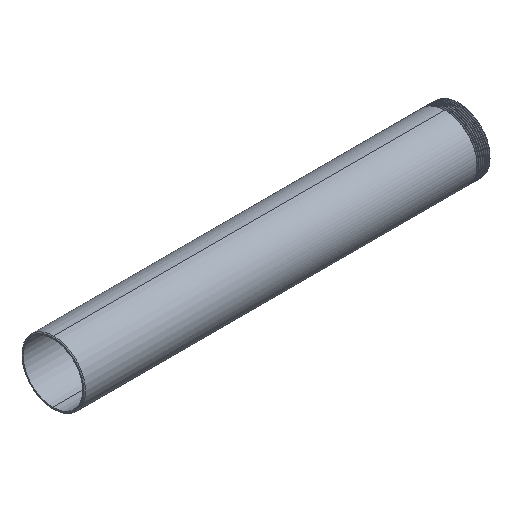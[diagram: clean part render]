
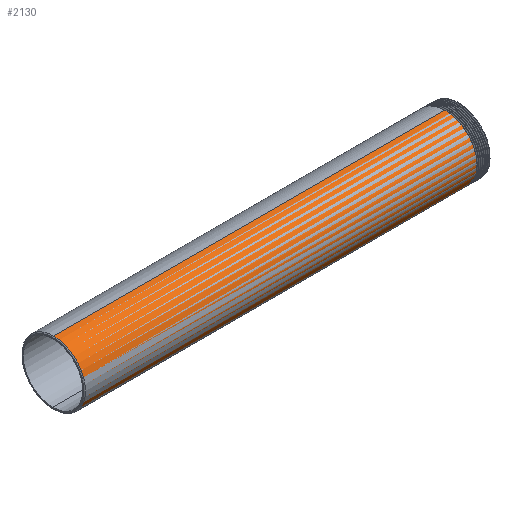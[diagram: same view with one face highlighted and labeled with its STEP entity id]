
A CAD part, isometric view. The second image highlights one B-rep face of the part: STEP entity #2130.
In plain terms, the highlighted cylindrical face has radius 15.875 mm (diameter 31.75 mm), a partial arc.
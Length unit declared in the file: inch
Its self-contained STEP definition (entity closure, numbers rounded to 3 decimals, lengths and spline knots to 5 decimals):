
#542=CARTESIAN_POINT('',(7.73175,0.,-0.625));
#562=DIRECTION('',(1.,0.,0.));
#563=VECTOR('',#562,0.008);
#564=CARTESIAN_POINT('',(7.73175,0.,-0.625));
#565=LINE('',#564,#563);
#584=CARTESIAN_POINT('',(7.73975,0.,-0.625));
#586=CARTESIAN_POINT('',(7.72125,0.,0.625));
#604=CARTESIAN_POINT('',(7.70275,0.,-0.625));
#616=DIRECTION('',(1.,0.,0.));
#617=VECTOR('',#616,7.68775);
#618=CARTESIAN_POINT('',(0.015,0.,-0.625));
#619=LINE('',#618,#617);
#620=DIRECTION('',(1.,0.,0.));
#621=VECTOR('',#620,0.029);
#622=CARTESIAN_POINT('',(7.696,-0.56952,-0.25744));
#623=LINE('',#622,#621);
#624=CARTESIAN_POINT('',(7.70275,0.,-0.625));
#625=CARTESIAN_POINT('',(7.70238,-0.03956,-0.625));
#626=CARTESIAN_POINT('',(7.70163,-0.11888,
-0.61741));
#627=CARTESIAN_POINT('',(7.70051,-0.23327,
-0.58399));
#628=CARTESIAN_POINT('',(7.69937,-0.34139,
-0.52816));
#629=CARTESIAN_POINT('',(7.69825,-0.43534,
-0.4537));
#630=CARTESIAN_POINT('',(7.69712,-0.51349,
-0.36294));
#631=CARTESIAN_POINT('',(7.69637,-0.55315,
-0.29364));
#632=CARTESIAN_POINT('',(7.696,-0.56952,-0.25744));
#634=CARTESIAN_POINT('',(0.015,0.,0.));
#635=DIRECTION('',(1.,0.,0.));
#636=DIRECTION('',(0.,-1.,0.));
#637=AXIS2_PLACEMENT_3D('',#634,#635,#636);
#639=CARTESIAN_POINT('',(0.015,0.,0.));
#640=DIRECTION('',(1.,0.,0.));
#641=DIRECTION('',(0.,0.,1.));
#642=AXIS2_PLACEMENT_3D('',#639,#640,#641);
#644=DIRECTION('',(1.,0.,0.));
#645=VECTOR('',#644,7.70625);
#646=CARTESIAN_POINT('',(0.015,0.,0.625));
#647=LINE('',#646,#645);
#648=CARTESIAN_POINT('',(7.73975,0.,-0.625));
#649=CARTESIAN_POINT('',(7.73937,-0.04057,-0.625));
#650=CARTESIAN_POINT('',(7.7386,-0.12243,
-0.61712));
#651=CARTESIAN_POINT('',(7.73741,-0.24347,
-0.58027));
#652=CARTESIAN_POINT('',(7.73623,-0.35444,
-0.51981));
#653=CARTESIAN_POINT('',(7.73507,-0.44884,
-0.44052));
#654=CARTESIAN_POINT('',(7.73394,-0.52491,
-0.34648));
#655=CARTESIAN_POINT('',(7.73277,-0.58296,
-0.23668));
#656=CARTESIAN_POINT('',(7.7316,-0.61821,
-0.11646));
#657=CARTESIAN_POINT('',(7.73045,-0.62894,
0.00588));
#658=CARTESIAN_POINT('',(7.7293,-0.61589,
0.12734));
#659=CARTESIAN_POINT('',(7.72816,-0.57991,
0.24364));
#660=CARTESIAN_POINT('',(7.72699,-0.52083,
0.35276));
#661=CARTESIAN_POINT('',(7.72585,-0.4425,
0.44696));
#662=CARTESIAN_POINT('',(7.7247,-0.34747,
0.52433));
#663=CARTESIAN_POINT('',(7.72354,-0.23872,
0.58192));
#664=CARTESIAN_POINT('',(7.7224,-0.12184,
0.61703));
#665=CARTESIAN_POINT('',(7.72163,-0.04061,0.625));
#666=CARTESIAN_POINT('',(7.72125,0.,0.625));
#668=CARTESIAN_POINT('',(7.725,-0.56952,-0.25744));
#669=CARTESIAN_POINT('',(7.72537,-0.55315,
-0.29364));
#670=CARTESIAN_POINT('',(7.72612,-0.51349,
-0.36294));
#671=CARTESIAN_POINT('',(7.72725,-0.43534,
-0.4537));
#672=CARTESIAN_POINT('',(7.72837,-0.34139,
-0.52816));
#673=CARTESIAN_POINT('',(7.72951,-0.23327,
-0.58399));
#674=CARTESIAN_POINT('',(7.73063,-0.11888,
-0.61741));
#675=CARTESIAN_POINT('',(7.73138,-0.03956,-0.625));
#676=CARTESIAN_POINT('',(7.73175,0.,-0.625));
#1372=CARTESIAN_POINT('',(7.696,-0.56952,-0.25744));
#1373=CARTESIAN_POINT('',(7.725,-0.56952,-0.25744));
#1374=VERTEX_POINT('',#1372);
#1375=VERTEX_POINT('',#1373);
#1406=VERTEX_POINT('',#542);
#1411=VERTEX_POINT('',#584);
#1412=VERTEX_POINT('',#586);
#1413=VERTEX_POINT('',#604);
#1427=CARTESIAN_POINT('',(0.015,0.,0.625));
#1429=VERTEX_POINT('',#1427);
#1430=CARTESIAN_POINT('',(0.015,0.,-0.625));
#1431=VERTEX_POINT('',#1430);
#1432=CARTESIAN_POINT('',(0.015,-0.625,0.));
#1433=VERTEX_POINT('',#1432);
#2108=CARTESIAN_POINT('',(0.,0.,0.));
#2109=DIRECTION('',(1.,0.,0.));
#2110=DIRECTION('',(0.,0.,-1.));
#2111=AXIS2_PLACEMENT_3D('',#2108,#2109,#2110);
#2112=CYLINDRICAL_SURFACE('',#2111,0.625);
#2114=ORIENTED_EDGE('',*,*,#2113,.F.);
#2116=ORIENTED_EDGE('',*,*,#2115,.F.);
#2117=ORIENTED_EDGE('',*,*,#2103,.F.);
#2119=ORIENTED_EDGE('',*,*,#2118,.F.);
#2121=ORIENTED_EDGE('',*,*,#2120,.F.);
#2122=ORIENTED_EDGE('',*,*,#2097,.T.);
#2124=ORIENTED_EDGE('',*,*,#2123,.F.);
#2125=ORIENTED_EDGE('',*,*,#2081,.F.);
#2127=ORIENTED_EDGE('',*,*,#2126,.F.);
#2128=EDGE_LOOP('',(#2114,#2116,#2117,#2119,#2121,#2122,#2124,#2125,#2127));
#2129=FACE_OUTER_BOUND('',#2128,.F.);
#2130=ADVANCED_FACE('',(#2129),#2112,.T.);
#633=B_SPLINE_CURVE_WITH_KNOTS('',3,(#624,#625,#626,#627,#628,#629,#630,#631,
#632),.UNSPECIFIED.,.F.,.F.,(4,1,1,1,1,1,4),(0.,0.16667,
0.33333,0.5,0.66667,0.83333,1.),
.UNSPECIFIED.);
#638=CIRCLE('',#637,0.625);
#643=CIRCLE('',#642,0.625);
#667=B_SPLINE_CURVE_WITH_KNOTS('',3,(#648,#649,#650,#651,#652,#653,#654,#655,
#656,#657,#658,#659,#660,#661,#662,#663,#664,#665,#666),.UNSPECIFIED.,.F.,.F.,
(4,1,1,1,1,1,1,1,1,1,1,1,1,1,1,1,4),(0.,0.0625,0.125,0.1875,0.25,
0.3125,0.375,0.4375,0.5,0.5625,0.625,0.6875,0.75,0.8125,
0.875,0.9375,1.),.UNSPECIFIED.);
#677=B_SPLINE_CURVE_WITH_KNOTS('',3,(#668,#669,#670,#671,#672,#673,#674,#675,
#676),.UNSPECIFIED.,.F.,.F.,(4,1,1,1,1,1,4),(0.,0.16667,
0.33333,0.5,0.66667,0.83333,1.),
.UNSPECIFIED.);
#2081=EDGE_CURVE('',#1406,#1411,#565,.T.);
#2097=EDGE_CURVE('',#1429,#1412,#647,.T.);
#2103=EDGE_CURVE('',#1431,#1413,#619,.T.);
#2113=EDGE_CURVE('',#1374,#1375,#623,.T.);
#2115=EDGE_CURVE('',#1413,#1374,#633,.T.);
#2118=EDGE_CURVE('',#1433,#1431,#638,.T.);
#2120=EDGE_CURVE('',#1429,#1433,#643,.T.);
#2123=EDGE_CURVE('',#1411,#1412,#667,.T.);
#2126=EDGE_CURVE('',#1375,#1406,#677,.T.);
